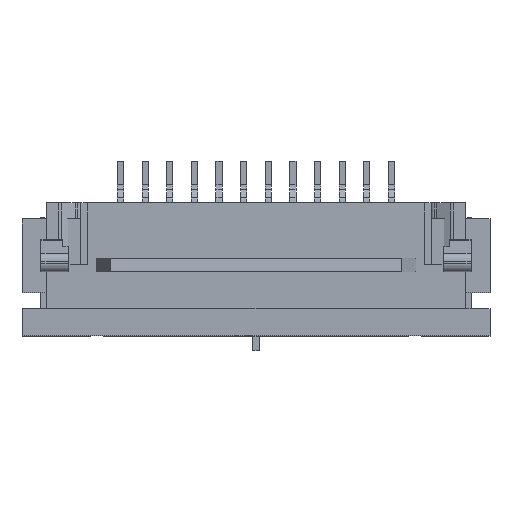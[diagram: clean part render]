
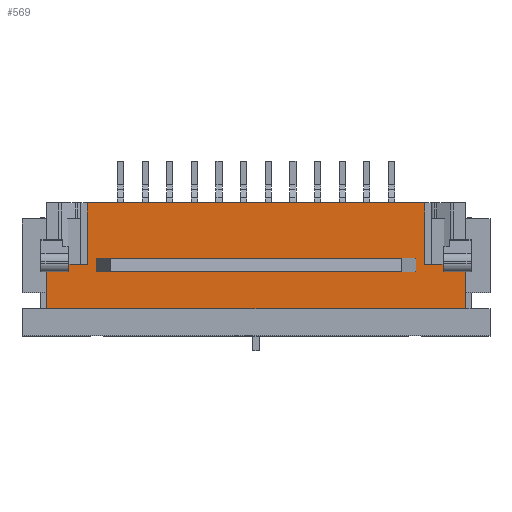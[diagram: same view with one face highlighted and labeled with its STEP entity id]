
A CAD part, top view. The second image highlights one B-rep face of the part: STEP entity #569.
In plain terms, the highlighted planar face has unit normal (0, 0, 1).
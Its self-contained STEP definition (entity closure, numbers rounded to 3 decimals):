
#569 = ADVANCED_FACE( '', ( #1277 ), #1278, .F. );
#1277 = FACE_OUTER_BOUND( '', #2129, .T. );
#1278 = PLANE( '', #2130 );
#2129 = EDGE_LOOP( '', ( #3139, #3140, #3141, #3142, #3143, #3144, #3145, #3146 ) );
#2130 = AXIS2_PLACEMENT_3D( '', #3147, #3148, #3149 );
#3139 = ORIENTED_EDGE( '', *, *, #6622, .T. );
#3140 = ORIENTED_EDGE( '', *, *, #6623, .F. );
#3141 = ORIENTED_EDGE( '', *, *, #6624, .T. );
#3142 = ORIENTED_EDGE( '', *, *, #6625, .F. );
#3143 = ORIENTED_EDGE( '', *, *, #6626, .F. );
#3144 = ORIENTED_EDGE( '', *, *, #6627, .F. );
#3145 = ORIENTED_EDGE( '', *, *, #6596, .F. );
#3146 = ORIENTED_EDGE( '', *, *, #6620, .T. );
#3147 = CARTESIAN_POINT( '', ( 8.5, -2.15, 1.5 ) );
#3148 = DIRECTION( '', ( 0., 0., -1. ) );
#3149 = DIRECTION( '', ( -1., 0., 0. ) );
#6596 = EDGE_CURVE( '', #7852, #7854, #7855, .T. );
#6620 = EDGE_CURVE( '', #7852, #7896, #7898, .T. );
#6622 = EDGE_CURVE( '', #7896, #7900, #7901, .T. );
#6623 = EDGE_CURVE( '', #7902, #7900, #7903, .T. );
#6624 = EDGE_CURVE( '', #7902, #7904, #7905, .T. );
#6625 = EDGE_CURVE( '', #7906, #7904, #7907, .T. );
#6626 = EDGE_CURVE( '', #7908, #7906, #7909, .T. );
#6627 = EDGE_CURVE( '', #7854, #7908, #7910, .T. );
#7852 = VERTEX_POINT( '', #9694 );
#7854 = VERTEX_POINT( '', #9697 );
#7855 = LINE( '', #9698, #9699 );
#7896 = VERTEX_POINT( '', #9757 );
#7898 = LINE( '', #9760, #9761 );
#7900 = VERTEX_POINT( '', #9764 );
#7901 = LINE( '', #9765, #9766 );
#7902 = VERTEX_POINT( '', #9767 );
#7903 = LINE( '', #9768, #9769 );
#7904 = VERTEX_POINT( '', #9770 );
#7905 = LINE( '', #9771, #9772 );
#7906 = VERTEX_POINT( '', #9773 );
#7907 = LINE( '', #9774, #9775 );
#7908 = VERTEX_POINT( '', #9776 );
#7909 = LINE( '', #9777, #9778 );
#7910 = LINE( '', #9779, #9780 );
#9694 = CARTESIAN_POINT( '', ( 8.5, -2.15, 1.5 ) );
#9697 = CARTESIAN_POINT( '', ( -8.5, -2.15, 1.5 ) );
#9698 = CARTESIAN_POINT( '', ( 8.5, -2.15, 1.5 ) );
#9699 = VECTOR( '', #12228, 1000. );
#9757 = CARTESIAN_POINT( '', ( 8.5, -0.35, 1.5 ) );
#9760 = CARTESIAN_POINT( '', ( 8.5, -2.15, 1.5 ) );
#9761 = VECTOR( '', #12262, 1000. );
#9764 = CARTESIAN_POINT( '', ( 6.85, -0.35, 1.5 ) );
#9765 = CARTESIAN_POINT( '', ( 6.85, -0.35, 1.5 ) );
#9766 = VECTOR( '', #12264, 1000. );
#9767 = CARTESIAN_POINT( '', ( 6.85, 2.15, 1.5 ) );
#9768 = CARTESIAN_POINT( '', ( 6.85, 17.738, 1.5 ) );
#9769 = VECTOR( '', #12265, 1000. );
#9770 = CARTESIAN_POINT( '', ( -6.85, 2.15, 1.5 ) );
#9771 = CARTESIAN_POINT( '', ( 8.5, 2.15, 1.5 ) );
#9772 = VECTOR( '', #12266, 1000. );
#9773 = CARTESIAN_POINT( '', ( -6.85, -0.35, 1.5 ) );
#9774 = CARTESIAN_POINT( '', ( -6.85, -2.15, 1.5 ) );
#9775 = VECTOR( '', #12267, 1000. );
#9776 = CARTESIAN_POINT( '', ( -8.5, -0.35, 1.5 ) );
#9777 = CARTESIAN_POINT( '', ( -6.85, -0.35, 1.5 ) );
#9778 = VECTOR( '', #12268, 1000. );
#9779 = CARTESIAN_POINT( '', ( -8.5, -2.15, 1.5 ) );
#9780 = VECTOR( '', #12269, 1000. );
#12228 = DIRECTION( '', ( -1., 0., 0. ) );
#12262 = DIRECTION( '', ( 0., 1., 0. ) );
#12264 = DIRECTION( '', ( -1., 0., 0. ) );
#12265 = DIRECTION( '', ( 0., -1., 0. ) );
#12266 = DIRECTION( '', ( -1., 0., 0. ) );
#12267 = DIRECTION( '', ( 0., 1., 0. ) );
#12268 = DIRECTION( '', ( 1., 0., 0. ) );
#12269 = DIRECTION( '', ( 0., 1., 0. ) );
